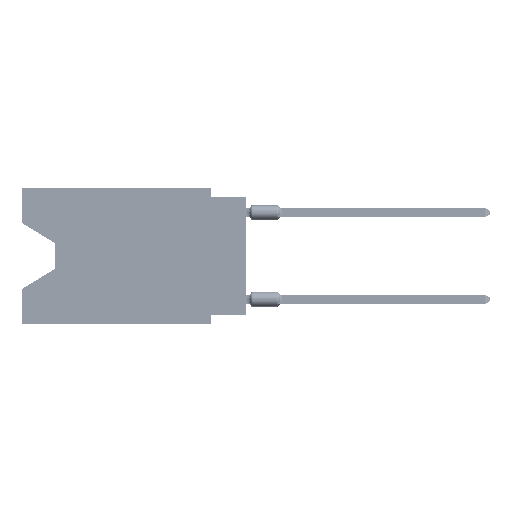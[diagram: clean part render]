
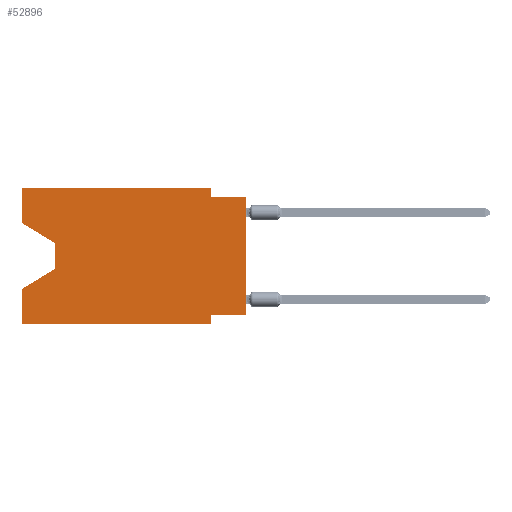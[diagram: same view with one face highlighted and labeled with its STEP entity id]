
A CAD part, left-side view. The second image highlights one B-rep face of the part: STEP entity #52896.
In plain terms, the highlighted planar face has unit normal (-1, 0, 0).
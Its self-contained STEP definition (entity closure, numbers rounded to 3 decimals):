
#368 = CARTESIAN_POINT ( 'NONE',  ( 0., 16.383, -2.546 ) ) ;
#481 = EDGE_CURVE ( 'NONE', #35796, #55321, #42059, .T. ) ;
#2419 = DIRECTION ( 'NONE',  ( 0., -1., 0. ) ) ;
#4225 = CARTESIAN_POINT ( 'NONE',  ( 0., 0., -9.271 ) ) ;
#7816 = DIRECTION ( 'NONE',  ( 0., 0., -1. ) ) ;
#8418 = EDGE_CURVE ( 'NONE', #77085, #20357, #70208, .T. ) ;
#10371 = ORIENTED_EDGE ( 'NONE', *, *, #49790, .F. ) ;
#10771 = CARTESIAN_POINT ( 'NONE',  ( 0., 16.383, 0. ) ) ;
#12075 = LINE ( 'NONE', #79567, #76261 ) ;
#13320 = LINE ( 'NONE', #51481, #48818 ) ;
#13897 = CARTESIAN_POINT ( 'NONE',  ( 0., 16.383, 0. ) ) ;
#14631 = CARTESIAN_POINT ( 'NONE',  ( 0., 13.97, -4.013 ) ) ;
#16439 = VECTOR ( 'NONE', #50437, 1000. ) ;
#17112 = ORIENTED_EDGE ( 'NONE', *, *, #35798, .F. ) ;
#18303 = ORIENTED_EDGE ( 'NONE', *, *, #8418, .F. ) ;
#19597 = ORIENTED_EDGE ( 'NONE', *, *, #66765, .F. ) ;
#19908 = LINE ( 'NONE', #14631, #23109 ) ;
#20357 = VERTEX_POINT ( 'NONE', #46094 ) ;
#21071 = VECTOR ( 'NONE', #47321, 1000. ) ;
#22753 = DIRECTION ( 'NONE',  ( 0., 0., -1. ) ) ;
#22867 = EDGE_CURVE ( 'NONE', #44556, #56802, #27767, .T. ) ;
#23109 = VECTOR ( 'NONE', #50394, 1000. ) ;
#23773 = DIRECTION ( 'NONE',  ( 0., -0.855, -0.519 ) ) ;
#25799 = VERTEX_POINT ( 'NONE', #71149 ) ;
#27460 = VERTEX_POINT ( 'NONE', #57678 ) ;
#27578 = EDGE_CURVE ( 'NONE', #55321, #39807, #19908, .T. ) ;
#27767 = LINE ( 'NONE', #41554, #46239 ) ;
#28174 = DIRECTION ( 'NONE',  ( 0., 0., 1. ) ) ;
#29576 = ORIENTED_EDGE ( 'NONE', *, *, #27578, .T. ) ;
#30813 = DIRECTION ( 'NONE',  ( 0., 1., 0. ) ) ;
#30923 = ORIENTED_EDGE ( 'NONE', *, *, #72176, .T. ) ;
#31335 = DIRECTION ( 'NONE',  ( 0., 0., 1. ) ) ;
#32404 = VERTEX_POINT ( 'NONE', #75876 ) ;
#35796 = VERTEX_POINT ( 'NONE', #368 ) ;
#35798 = EDGE_CURVE ( 'NONE', #43955, #32404, #37710, .T. ) ;
#37067 = VECTOR ( 'NONE', #73388, 1000. ) ;
#37710 = LINE ( 'NONE', #43802, #66717 ) ;
#37846 = VECTOR ( 'NONE', #31335, 1000. ) ;
#38096 = DIRECTION ( 'NONE',  ( 0., 0., 1. ) ) ;
#39364 = CARTESIAN_POINT ( 'NONE',  ( 0., 0., -0.635 ) ) ;
#39807 = VERTEX_POINT ( 'NONE', #67382 ) ;
#40020 = ORIENTED_EDGE ( 'NONE', *, *, #62506, .F. ) ;
#41554 = CARTESIAN_POINT ( 'NONE',  ( 0., 16.383, 0. ) ) ;
#41619 = LINE ( 'NONE', #66798, #21071 ) ;
#42059 = LINE ( 'NONE', #66844, #46992 ) ;
#42727 = CARTESIAN_POINT ( 'NONE',  ( 0., 0., 0. ) ) ;
#43802 = CARTESIAN_POINT ( 'NONE',  ( 0., 0., -9.271 ) ) ;
#43876 = ORIENTED_EDGE ( 'NONE', *, *, #57475, .T. ) ;
#43955 = VERTEX_POINT ( 'NONE', #4225 ) ;
#44556 = VERTEX_POINT ( 'NONE', #48623 ) ;
#44762 = FACE_OUTER_BOUND ( 'NONE', #44967, .T. ) ;
#44967 = EDGE_LOOP ( 'NONE', ( #50038, #29576, #61209, #79934, #43876, #19597, #17112, #30923, #18303, #78436, #40020, #10371 ) ) ;
#45303 = CARTESIAN_POINT ( 'NONE',  ( 0., 13.97, -4.013 ) ) ;
#45734 = LINE ( 'NONE', #42727, #37846 ) ;
#46094 = CARTESIAN_POINT ( 'NONE',  ( 0., 0., -0.635 ) ) ;
#46239 = VECTOR ( 'NONE', #28174, 1000. ) ;
#46992 = VECTOR ( 'NONE', #23773, 1000. ) ;
#47321 = DIRECTION ( 'NONE',  ( 0., -1., 0. ) ) ;
#48623 = CARTESIAN_POINT ( 'NONE',  ( 0., 16.383, -9.906 ) ) ;
#48818 = VECTOR ( 'NONE', #38096, 1000. ) ;
#49790 = EDGE_CURVE ( 'NONE', #35796, #57489, #13320, .T. ) ;
#50038 = ORIENTED_EDGE ( 'NONE', *, *, #481, .T. ) ;
#50394 = DIRECTION ( 'NONE',  ( 0., 0., -1. ) ) ;
#50437 = DIRECTION ( 'NONE',  ( 0., 0.855, -0.519 ) ) ;
#51481 = CARTESIAN_POINT ( 'NONE',  ( 0., 16.383, 0. ) ) ;
#52896 = ADVANCED_FACE ( 'NONE', ( #44762 ), #69539, .F. ) ;
#53622 = LINE ( 'NONE', #78392, #54325 ) ;
#54325 = VECTOR ( 'NONE', #22753, 1000. ) ;
#55321 = VERTEX_POINT ( 'NONE', #45303 ) ;
#56802 = VERTEX_POINT ( 'NONE', #57180 ) ;
#57180 = CARTESIAN_POINT ( 'NONE',  ( 0., 16.383, -7.36 ) ) ;
#57475 = EDGE_CURVE ( 'NONE', #44556, #27460, #41619, .T. ) ;
#57489 = VERTEX_POINT ( 'NONE', #10771 ) ;
#57678 = CARTESIAN_POINT ( 'NONE',  ( 0., 2.54, -9.906 ) ) ;
#61209 = ORIENTED_EDGE ( 'NONE', *, *, #63513, .T. ) ;
#62506 = EDGE_CURVE ( 'NONE', #57489, #25799, #66117, .T. ) ;
#62619 = CARTESIAN_POINT ( 'NONE',  ( 0., 13.97, -5.893 ) ) ;
#63436 = AXIS2_PLACEMENT_3D ( 'NONE', #13897, #63462, #7816 ) ;
#63462 = DIRECTION ( 'NONE',  ( 1., 0., 0. ) ) ;
#63513 = EDGE_CURVE ( 'NONE', #39807, #56802, #67517, .T. ) ;
#64367 = VECTOR ( 'NONE', #2419, 1000. ) ;
#66117 = LINE ( 'NONE', #79481, #37067 ) ;
#66591 = DIRECTION ( 'NONE',  ( 0., 0., -1. ) ) ;
#66717 = VECTOR ( 'NONE', #30813, 1000. ) ;
#66765 = EDGE_CURVE ( 'NONE', #32404, #27460, #12075, .T. ) ;
#66798 = CARTESIAN_POINT ( 'NONE',  ( 0., 16.383, -9.906 ) ) ;
#66844 = CARTESIAN_POINT ( 'NONE',  ( 0., 16.383, -2.546 ) ) ;
#67382 = CARTESIAN_POINT ( 'NONE',  ( 0., 13.97, -5.893 ) ) ;
#67517 = LINE ( 'NONE', #62619, #16439 ) ;
#67758 = EDGE_CURVE ( 'NONE', #25799, #77085, #53622, .T. ) ;
#69539 = PLANE ( 'NONE',  #63436 ) ;
#70087 = CARTESIAN_POINT ( 'NONE',  ( 0., 2.54, -0.635 ) ) ;
#70208 = LINE ( 'NONE', #39364, #64367 ) ;
#71149 = CARTESIAN_POINT ( 'NONE',  ( 0., 2.54, 0. ) ) ;
#72176 = EDGE_CURVE ( 'NONE', #43955, #20357, #45734, .T. ) ;
#73388 = DIRECTION ( 'NONE',  ( 0., -1., 0. ) ) ;
#75876 = CARTESIAN_POINT ( 'NONE',  ( 0., 2.54, -9.271 ) ) ;
#76261 = VECTOR ( 'NONE', #66591, 1000. ) ;
#77085 = VERTEX_POINT ( 'NONE', #70087 ) ;
#78392 = CARTESIAN_POINT ( 'NONE',  ( 0., 2.54, 0. ) ) ;
#78436 = ORIENTED_EDGE ( 'NONE', *, *, #67758, .F. ) ;
#79481 = CARTESIAN_POINT ( 'NONE',  ( 0., 16.383, 0. ) ) ;
#79567 = CARTESIAN_POINT ( 'NONE',  ( 0., 2.54, -9.906 ) ) ;
#79934 = ORIENTED_EDGE ( 'NONE', *, *, #22867, .F. ) ;
